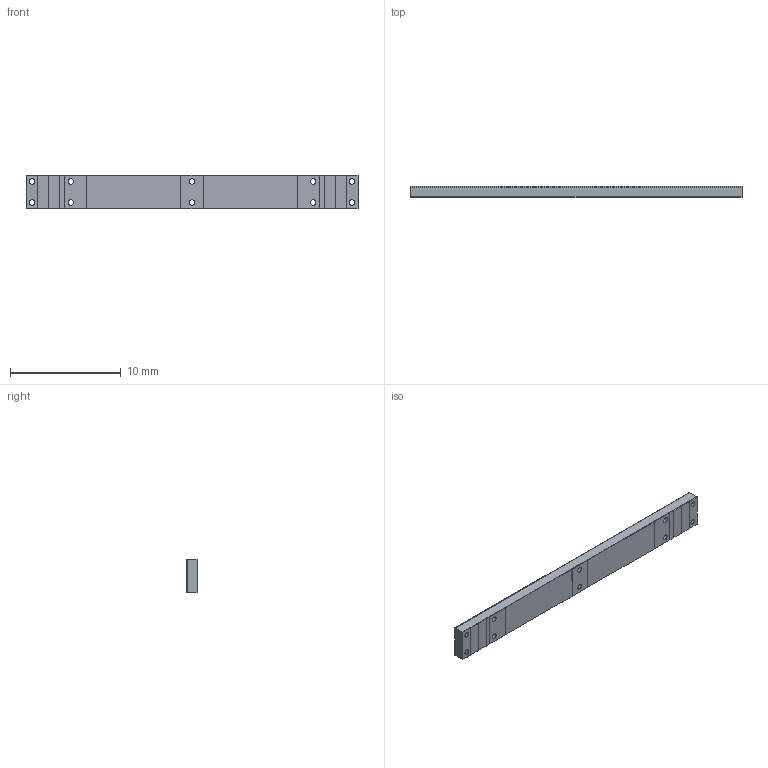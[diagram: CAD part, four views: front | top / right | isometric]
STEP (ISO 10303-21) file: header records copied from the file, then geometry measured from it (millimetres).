
FILE_DESCRIPTION (( 'STEP AP214' ), '1' );
FILE_NAME ('NN03-310.STEP', '2021-01-20T20:05:58', ( '' ), ( '' ), 'SwSTEP 2.0', 'SolidWorks 2017', '' );
FILE_SCHEMA (( 'AUTOMOTIVE_DESIGN' ));
Length unit declared in the file: millimetre
Products named in the file (1): NN03-310
Bounding box: 30 x 1.01 x 3 mm (x, y, z)
Volume: 88.1 mm3; surface area: 607.4 mm2
Topology: 17 solids, 17 shells, 409 faces, 1050 edges, 686 vertices
Faces by surface type: plane 199, bspline 150, cylinder 60
Entity records: 13390 total; most frequent: CARTESIAN_POINT 3944, ORIENTED_EDGE 2100, DIRECTION 1440, EDGE_CURVE 1050, VERTEX_POINT 686, VECTOR 680, LINE 680, EDGE_LOOP 498
